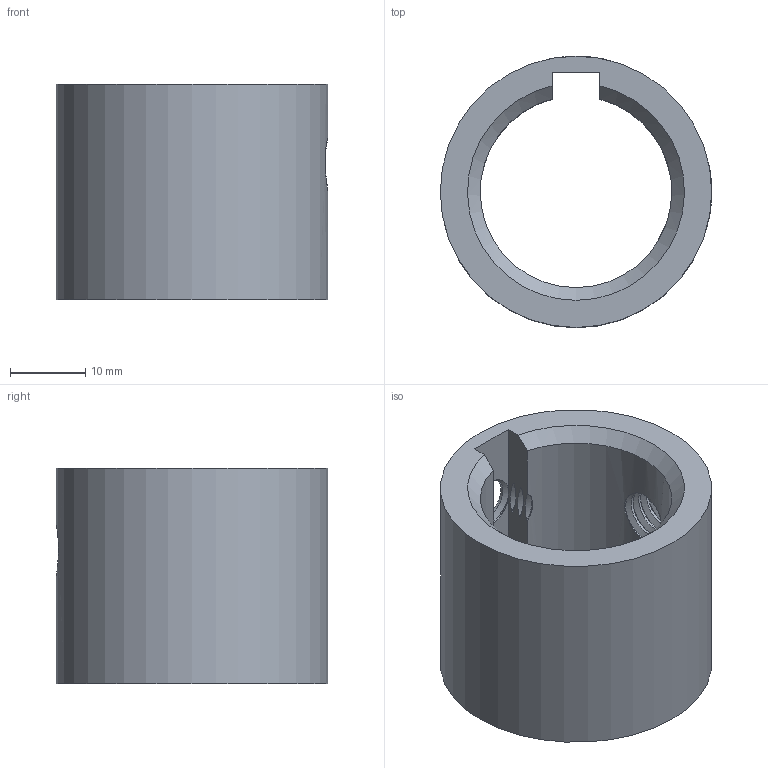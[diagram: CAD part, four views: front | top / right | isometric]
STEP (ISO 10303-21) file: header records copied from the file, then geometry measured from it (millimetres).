
FILE_DESCRIPTION(/* description */ (''),/* implementation_level */ '2;1');
FILE_NAME(/* name */ '001_grainger_fixed_bore_94 v2.step',/* time_stamp */ '2024-03-28T19:31:55-04:00',/* author */ (''),/* organization */ (''),/* preprocessor_version */ 'ST-DEVELOPER v20',/* originating_system */ 'Autodesk Translation Framework v12.20.1.177',/* authorisation */ '');
FILE_SCHEMA (('AUTOMOTIVE_DESIGN { 1 0 10303 214 3 1 1 }'));
Length unit declared in the file: millimetre
Products named in the file (1): 001_grainger_fixed_bore_94
Bounding box: 36 x 36 x 28.57 mm (x, y, z)
Volume: 13597.9 mm3; surface area: 6747.5 mm2
Topology: 1 solids, 1 shells, 53 faces, 163 edges, 110 vertices
Faces by surface type: bspline 29, cylinder 15, plane 8, cone 1
Full cylindrical faces by diameter (mm): 6.41 x4, 36 x1
Entity records: 5929 total; most frequent: CARTESIAN_POINT 4729, ORIENTED_EDGE 326, EDGE_CURVE 163, B_SPLINE_CURVE_WITH_KNOTS 114, VERTEX_POINT 110, DIRECTION 104, EDGE_LOOP 57, FACE_OUTER_BOUND 53
